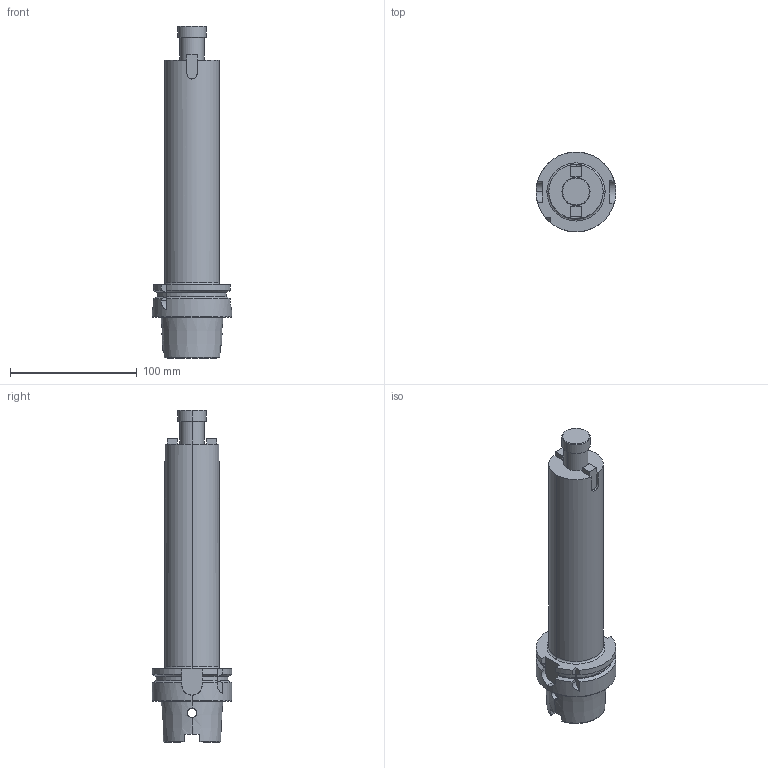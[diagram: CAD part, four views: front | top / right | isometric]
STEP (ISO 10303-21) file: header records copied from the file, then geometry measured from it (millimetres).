
FILE_DESCRIPTION (( 'STEP AP203' ), '1' );
FILE_NAME ('STP-SATE-93510-8.STEP', '2019-06-01T01:01:57', ( '' ), ( '' ), 'SwSTEP 2.0', 'SolidWorks 2017', '' );
FILE_SCHEMA (( 'CONFIG_CONTROL_DESIGN' ));
Length unit declared in the file: millimetre
Products named in the file (1): STP-SATE-93510-8
Bounding box: 63 x 63 x 262.05 mm (x, y, z)
Volume: 350623.8 mm3; surface area: 47418.1 mm2
Topology: 1 solids, 1 shells, 118 faces, 312 edges, 197 vertices
Faces by surface type: plane 43, cylinder 37, torus 22, cone 16
Entity records: 4311 total; most frequent: CARTESIAN_POINT 1348, ORIENTED_EDGE 624, DIRECTION 592, EDGE_CURVE 312, AXIS2_PLACEMENT_3D 229, VERTEX_POINT 197, LINE 134, VECTOR 134
